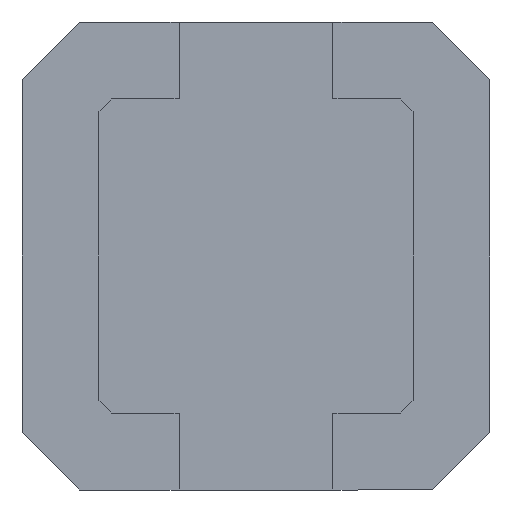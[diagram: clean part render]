
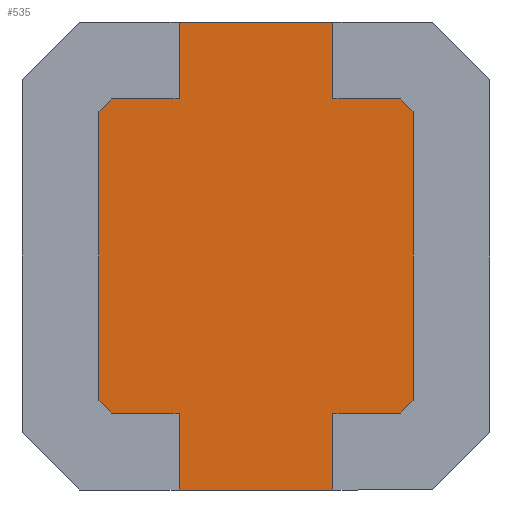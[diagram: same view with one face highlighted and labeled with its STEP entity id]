
A CAD part, front view. The second image highlights one B-rep face of the part: STEP entity #535.
In plain terms, the highlighted planar face has unit normal (0, -1, 0).
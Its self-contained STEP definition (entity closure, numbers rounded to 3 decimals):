
#50 = VECTOR ( 'NONE', #1354, 1000. ) ;
#92 = VERTEX_POINT ( 'NONE', #2861 ) ;
#142 = LINE ( 'NONE', #743, #1150 ) ;
#157 = ORIENTED_EDGE ( 'NONE', *, *, #1410, .F. ) ;
#174 = EDGE_CURVE ( 'NONE', #794, #1620, #1966, .T. ) ;
#198 = VECTOR ( 'NONE', #1855, 1000. ) ;
#225 = EDGE_CURVE ( 'NONE', #693, #794, #2443, .T. ) ;
#226 = ORIENTED_EDGE ( 'NONE', *, *, #717, .F. ) ;
#285 = VERTEX_POINT ( 'NONE', #2175 ) ;
#303 = EDGE_CURVE ( 'NONE', #2371, #693, #2439, .T. ) ;
#315 = ORIENTED_EDGE ( 'NONE', *, *, #1011, .T. ) ;
#317 = PLANE ( 'NONE',  #953 ) ;
#325 = VECTOR ( 'NONE', #2599, 1000. ) ;
#333 = VERTEX_POINT ( 'NONE', #2733 ) ;
#336 = CARTESIAN_POINT ( 'NONE',  ( 2.04, 0.2, 3.04 ) ) ;
#348 = VECTOR ( 'NONE', #1879, 1000. ) ;
#349 = CARTESIAN_POINT ( 'NONE',  ( 1., 0.2, 3.04 ) ) ;
#384 = LINE ( 'NONE', #2601, #1586 ) ;
#448 = VECTOR ( 'NONE', #2978, 1000. ) ;
#459 = ORIENTED_EDGE ( 'NONE', *, *, #174, .F. ) ;
#497 = CARTESIAN_POINT ( 'NONE',  ( -1., 0.2, 3.04 ) ) ;
#535 = ADVANCED_FACE ( 'NONE', ( #2115 ), #317, .F. ) ;
#536 = CARTESIAN_POINT ( 'NONE',  ( -1.876, 0.2, 2.04 ) ) ;
#578 = CARTESIAN_POINT ( 'NONE',  ( -3.04, 0.2, -3.04 ) ) ;
#596 = EDGE_CURVE ( 'NONE', #1268, #285, #1053, .T. ) ;
#616 = CARTESIAN_POINT ( 'NONE',  ( 1., 0.2, 2.04 ) ) ;
#652 = CARTESIAN_POINT ( 'NONE',  ( 1., 0.2, 2.04 ) ) ;
#693 = VERTEX_POINT ( 'NONE', #849 ) ;
#709 = VERTEX_POINT ( 'NONE', #2679 ) ;
#717 = EDGE_CURVE ( 'NONE', #1399, #2787, #3312, .T. ) ;
#719 = DIRECTION ( 'NONE',  ( 0.707, 0., -0.707 ) ) ;
#732 = LINE ( 'NONE', #578, #325 ) ;
#743 = CARTESIAN_POINT ( 'NONE',  ( 1., 0.2, 3.04 ) ) ;
#794 = VERTEX_POINT ( 'NONE', #1925 ) ;
#814 = DIRECTION ( 'NONE',  ( 0., 0., 1. ) ) ;
#843 = CARTESIAN_POINT ( 'NONE',  ( 1., 0.2, 3.04 ) ) ;
#849 = CARTESIAN_POINT ( 'NONE',  ( 1.876, 0.2, -2.04 ) ) ;
#862 = CARTESIAN_POINT ( 'NONE',  ( -1., 0.2, -2.04 ) ) ;
#911 = CARTESIAN_POINT ( 'NONE',  ( 2.04, 0.2, -1.876 ) ) ;
#921 = VERTEX_POINT ( 'NONE', #1054 ) ;
#928 = ORIENTED_EDGE ( 'NONE', *, *, #596, .T. ) ;
#939 = CARTESIAN_POINT ( 'NONE',  ( 1.876, 0.2, 2.04 ) ) ;
#953 = AXIS2_PLACEMENT_3D ( 'NONE', #3113, #1058, #814 ) ;
#964 = VERTEX_POINT ( 'NONE', #536 ) ;
#1011 = EDGE_CURVE ( 'NONE', #285, #709, #1518, .T. ) ;
#1022 = EDGE_CURVE ( 'NONE', #921, #1399, #3187, .T. ) ;
#1039 = CARTESIAN_POINT ( 'NONE',  ( -1.876, 0.2, -2.04 ) ) ;
#1053 = LINE ( 'NONE', #1102, #1409 ) ;
#1054 = CARTESIAN_POINT ( 'NONE',  ( -1., 0.2, -3.04 ) ) ;
#1058 = DIRECTION ( 'NONE',  ( 0., 1., 0. ) ) ;
#1078 = VERTEX_POINT ( 'NONE', #652 ) ;
#1087 = LINE ( 'NONE', #939, #2511 ) ;
#1102 = CARTESIAN_POINT ( 'NONE',  ( -3.04, 0.2, 3.04 ) ) ;
#1150 = VECTOR ( 'NONE', #3246, 1000. ) ;
#1157 = LINE ( 'NONE', #2892, #3104 ) ;
#1231 = LINE ( 'NONE', #616, #348 ) ;
#1268 = VERTEX_POINT ( 'NONE', #349 ) ;
#1270 = ORIENTED_EDGE ( 'NONE', *, *, #1791, .T. ) ;
#1290 = CARTESIAN_POINT ( 'NONE',  ( -1., 0.2, 3.04 ) ) ;
#1313 = DIRECTION ( 'NONE',  ( 0., 0., -1. ) ) ;
#1354 = DIRECTION ( 'NONE',  ( 0., 0., -1. ) ) ;
#1399 = VERTEX_POINT ( 'NONE', #862 ) ;
#1409 = VECTOR ( 'NONE', #2061, 1000. ) ;
#1410 = EDGE_CURVE ( 'NONE', #1078, #92, #1157, .T. ) ;
#1450 = CARTESIAN_POINT ( 'NONE',  ( 1., 0.2, -3.04 ) ) ;
#1484 = ORIENTED_EDGE ( 'NONE', *, *, #3283, .F. ) ;
#1518 = LINE ( 'NONE', #1290, #2103 ) ;
#1534 = ORIENTED_EDGE ( 'NONE', *, *, #1022, .F. ) ;
#1544 = ORIENTED_EDGE ( 'NONE', *, *, #225, .F. ) ;
#1555 = ORIENTED_EDGE ( 'NONE', *, *, #2598, .F. ) ;
#1570 = DIRECTION ( 'NONE',  ( 1., 0., 0. ) ) ;
#1578 = EDGE_CURVE ( 'NONE', #2223, #2202, #2603, .T. ) ;
#1586 = VECTOR ( 'NONE', #2088, 1000. ) ;
#1611 = VECTOR ( 'NONE', #2124, 1000. ) ;
#1614 = CARTESIAN_POINT ( 'NONE',  ( -2.04, 0.2, -1.876 ) ) ;
#1620 = VERTEX_POINT ( 'NONE', #1450 ) ;
#1645 = CARTESIAN_POINT ( 'NONE',  ( 2.04, 0.2, -1.876 ) ) ;
#1705 = VECTOR ( 'NONE', #2589, 1000. ) ;
#1725 = DIRECTION ( 'NONE',  ( 0., 0., 1. ) ) ;
#1756 = ORIENTED_EDGE ( 'NONE', *, *, #2886, .F. ) ;
#1791 = EDGE_CURVE ( 'NONE', #921, #1620, #732, .T. ) ;
#1855 = DIRECTION ( 'NONE',  ( 0., 0., -1. ) ) ;
#1871 = ORIENTED_EDGE ( 'NONE', *, *, #303, .F. ) ;
#1879 = DIRECTION ( 'NONE',  ( 1., 0., 0. ) ) ;
#1925 = CARTESIAN_POINT ( 'NONE',  ( 1., 0.2, -2.04 ) ) ;
#1963 = CARTESIAN_POINT ( 'NONE',  ( -2.04, 0.2, 3.04 ) ) ;
#1966 = LINE ( 'NONE', #843, #50 ) ;
#1981 = LINE ( 'NONE', #2321, #1705 ) ;
#2061 = DIRECTION ( 'NONE',  ( -1., 0., 0. ) ) ;
#2088 = DIRECTION ( 'NONE',  ( 0.707, 0., 0.707 ) ) ;
#2093 = EDGE_CURVE ( 'NONE', #333, #2371, #3194, .T. ) ;
#2103 = VECTOR ( 'NONE', #1313, 1000. ) ;
#2106 = CARTESIAN_POINT ( 'NONE',  ( -2.04, 0.2, 1.876 ) ) ;
#2115 = FACE_OUTER_BOUND ( 'NONE', #2160, .T. ) ;
#2124 = DIRECTION ( 'NONE',  ( -1., 0., 0. ) ) ;
#2144 = CARTESIAN_POINT ( 'NONE',  ( 1., 0.2, -2.04 ) ) ;
#2160 = EDGE_LOOP ( 'NONE', ( #315, #2256, #3212, #2533, #1756, #226, #1534, #1270, #459, #1544, #1871, #2938, #1555, #157, #1484, #928 ) ) ;
#2175 = CARTESIAN_POINT ( 'NONE',  ( -1., 0.2, 3.04 ) ) ;
#2202 = VERTEX_POINT ( 'NONE', #2106 ) ;
#2217 = VECTOR ( 'NONE', #2537, 1000. ) ;
#2223 = VERTEX_POINT ( 'NONE', #1614 ) ;
#2256 = ORIENTED_EDGE ( 'NONE', *, *, #2990, .F. ) ;
#2321 = CARTESIAN_POINT ( 'NONE',  ( -1.876, 0.2, -2.04 ) ) ;
#2369 = CARTESIAN_POINT ( 'NONE',  ( 1., 0.2, -2.04 ) ) ;
#2371 = VERTEX_POINT ( 'NONE', #1645 ) ;
#2439 = LINE ( 'NONE', #911, #2484 ) ;
#2443 = LINE ( 'NONE', #2369, #1611 ) ;
#2449 = DIRECTION ( 'NONE',  ( -0.707, 0., -0.707 ) ) ;
#2484 = VECTOR ( 'NONE', #2449, 1000. ) ;
#2511 = VECTOR ( 'NONE', #719, 1000. ) ;
#2533 = ORIENTED_EDGE ( 'NONE', *, *, #1578, .F. ) ;
#2537 = DIRECTION ( 'NONE',  ( 0., 0., 1. ) ) ;
#2589 = DIRECTION ( 'NONE',  ( -0.707, 0., 0.707 ) ) ;
#2598 = EDGE_CURVE ( 'NONE', #92, #333, #1087, .T. ) ;
#2599 = DIRECTION ( 'NONE',  ( 1., 0., 0. ) ) ;
#2601 = CARTESIAN_POINT ( 'NONE',  ( -2.04, 0.2, 1.876 ) ) ;
#2603 = LINE ( 'NONE', #1963, #2647 ) ;
#2647 = VECTOR ( 'NONE', #1725, 1000. ) ;
#2679 = CARTESIAN_POINT ( 'NONE',  ( -1., 0.2, 2.04 ) ) ;
#2733 = CARTESIAN_POINT ( 'NONE',  ( 2.04, 0.2, 1.876 ) ) ;
#2787 = VERTEX_POINT ( 'NONE', #1039 ) ;
#2858 = EDGE_CURVE ( 'NONE', #2202, #964, #384, .T. ) ;
#2861 = CARTESIAN_POINT ( 'NONE',  ( 1.876, 0.2, 2.04 ) ) ;
#2886 = EDGE_CURVE ( 'NONE', #2787, #2223, #1981, .T. ) ;
#2892 = CARTESIAN_POINT ( 'NONE',  ( 1., 0.2, 2.04 ) ) ;
#2938 = ORIENTED_EDGE ( 'NONE', *, *, #2093, .F. ) ;
#2978 = DIRECTION ( 'NONE',  ( -1., 0., 0. ) ) ;
#2990 = EDGE_CURVE ( 'NONE', #964, #709, #1231, .T. ) ;
#3104 = VECTOR ( 'NONE', #1570, 1000. ) ;
#3113 = CARTESIAN_POINT ( 'NONE',  ( 1., 0.2, 3.04 ) ) ;
#3187 = LINE ( 'NONE', #497, #2217 ) ;
#3194 = LINE ( 'NONE', #336, #198 ) ;
#3212 = ORIENTED_EDGE ( 'NONE', *, *, #2858, .F. ) ;
#3246 = DIRECTION ( 'NONE',  ( 0., 0., -1. ) ) ;
#3283 = EDGE_CURVE ( 'NONE', #1268, #1078, #142, .T. ) ;
#3312 = LINE ( 'NONE', #2144, #448 ) ;
